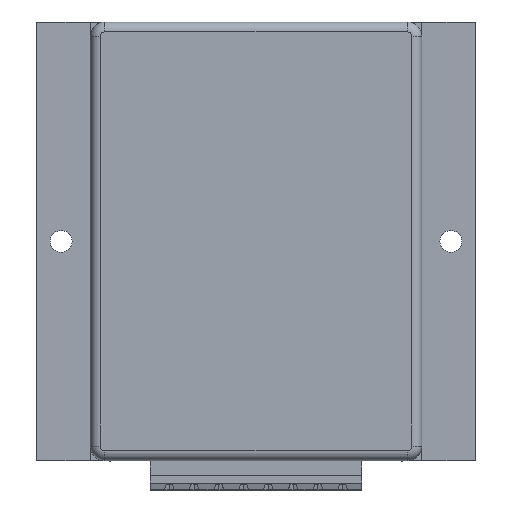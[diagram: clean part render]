
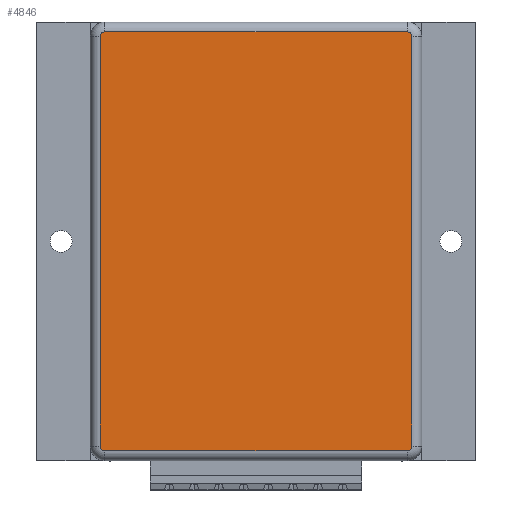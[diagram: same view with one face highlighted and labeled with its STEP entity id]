
A CAD part, top view. The second image highlights one B-rep face of the part: STEP entity #4846.
In plain terms, the highlighted planar face has unit normal (0, 0, 1).
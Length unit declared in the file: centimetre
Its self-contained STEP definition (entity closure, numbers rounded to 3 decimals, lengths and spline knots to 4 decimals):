
#327=VECTOR('',#5557,1.);
#328=VECTOR('',#5560,1.);
#329=VECTOR('',#5563,1.);
#330=VECTOR('',#5566,1.);
#897=LINE('',#6609,#327);
#898=LINE('',#6613,#328);
#899=LINE('',#6617,#329);
#900=LINE('',#6621,#330);
#1478=VERTEX_POINT('',#6607);
#1479=VERTEX_POINT('',#6608);
#1480=VERTEX_POINT('',#6610);
#1481=VERTEX_POINT('',#6612);
#1482=VERTEX_POINT('',#6614);
#1483=VERTEX_POINT('',#6616);
#1484=VERTEX_POINT('',#6618);
#1485=VERTEX_POINT('',#6620);
#1904=CIRCLE('',#5163,0.1);
#1905=CIRCLE('',#5164,0.1);
#1906=CIRCLE('',#5165,0.1);
#1907=CIRCLE('',#5166,0.1);
#2022=EDGE_CURVE('',#1478,#1479,#1904,.T.);
#2023=EDGE_CURVE('',#1480,#1478,#897,.T.);
#2024=EDGE_CURVE('',#1481,#1480,#1905,.T.);
#2025=EDGE_CURVE('',#1482,#1481,#898,.T.);
#2026=EDGE_CURVE('',#1483,#1482,#1906,.T.);
#2027=EDGE_CURVE('',#1484,#1483,#899,.T.);
#2028=EDGE_CURVE('',#1485,#1484,#1907,.T.);
#2029=EDGE_CURVE('',#1479,#1485,#900,.T.);
#2791=ORIENTED_EDGE('',*,*,#2022,.F.);
#2792=ORIENTED_EDGE('',*,*,#2023,.F.);
#2793=ORIENTED_EDGE('',*,*,#2024,.F.);
#2794=ORIENTED_EDGE('',*,*,#2025,.F.);
#2795=ORIENTED_EDGE('',*,*,#2026,.F.);
#2796=ORIENTED_EDGE('',*,*,#2027,.F.);
#2797=ORIENTED_EDGE('',*,*,#2028,.F.);
#2798=ORIENTED_EDGE('',*,*,#2029,.F.);
#4169=EDGE_LOOP('',(#2791,#2792,#2793,#2794,#2795,#2796,#2797,#2798));
#4512=FACE_BOUND('',#4169,.T.);
#4846=ADVANCED_FACE('',(#4512),#8239,.T.);
#5162=AXIS2_PLACEMENT_3D('',#6605,#5554,$);
#5163=AXIS2_PLACEMENT_3D('',#6606,#5555,#5556);
#5164=AXIS2_PLACEMENT_3D('',#6611,#5558,#5559);
#5165=AXIS2_PLACEMENT_3D('',#6615,#5561,#5562);
#5166=AXIS2_PLACEMENT_3D('',#6619,#5564,#5565);
#5554=DIRECTION('',(0.,0.,1.));
#5555=DIRECTION('',(0.,0.,-1.));
#5556=DIRECTION('',(-0.071,-0.071,0.));
#5557=DIRECTION('',(-1.,0.,0.));
#5558=DIRECTION('',(0.,0.,-1.));
#5559=DIRECTION('',(0.071,-0.071,0.));
#5560=DIRECTION('',(0.,-1.,0.));
#5561=DIRECTION('',(0.,0.,-1.));
#5562=DIRECTION('',(0.071,0.071,0.));
#5563=DIRECTION('',(1.,0.,0.));
#5564=DIRECTION('',(0.,0.,-1.));
#5565=DIRECTION('',(-0.071,0.071,0.));
#5566=DIRECTION('',(0.,1.,0.));
#6605=CARTESIAN_POINT('',(0.,0.,2.05));
#6606=CARTESIAN_POINT('',(-3.1,-4.2,2.05));
#6607=CARTESIAN_POINT('',(-3.1,-4.3,2.05));
#6608=CARTESIAN_POINT('',(-3.2,-4.2,2.05));
#6609=CARTESIAN_POINT('',(0.,-4.3,2.05));
#6610=CARTESIAN_POINT('',(3.1,-4.3,2.05));
#6611=CARTESIAN_POINT('',(3.1,-4.2,2.05));
#6612=CARTESIAN_POINT('',(3.2,-4.2,2.05));
#6613=CARTESIAN_POINT('',(3.2,0.,2.05));
#6614=CARTESIAN_POINT('',(3.2,4.2,2.05));
#6615=CARTESIAN_POINT('',(3.1,4.2,2.05));
#6616=CARTESIAN_POINT('',(3.1,4.3,2.05));
#6617=CARTESIAN_POINT('',(0.,4.3,2.05));
#6618=CARTESIAN_POINT('',(-3.1,4.3,2.05));
#6619=CARTESIAN_POINT('',(-3.1,4.2,2.05));
#6620=CARTESIAN_POINT('',(-3.2,4.2,2.05));
#6621=CARTESIAN_POINT('',(-3.2,0.,2.05));
#8239=PLANE('',#5162);
